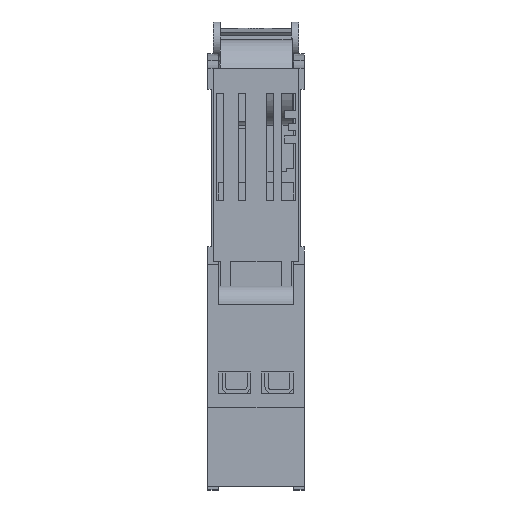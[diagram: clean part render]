
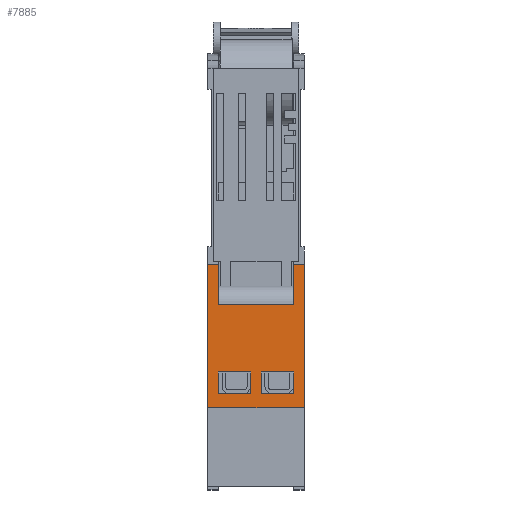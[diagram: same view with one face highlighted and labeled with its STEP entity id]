
A CAD part, front view. The second image highlights one B-rep face of the part: STEP entity #7885.
In plain terms, the highlighted planar face has unit normal (0, -1, 0).
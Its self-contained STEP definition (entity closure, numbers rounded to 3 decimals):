
#1856=FACE_BOUND('',#10429,.T.);
#1857=FACE_BOUND('',#10430,.T.);
#1858=FACE_BOUND('',#10431,.T.);
#2436=PLANE('',#25353);
#4122=LINE('',#43742,#6419);
#4131=LINE('',#43764,#6428);
#4137=LINE('',#43781,#6434);
#4152=LINE('',#43814,#6449);
#4153=LINE('',#43816,#6450);
#4154=LINE('',#43819,#6451);
#4155=LINE('',#43821,#6452);
#4156=LINE('',#43823,#6453);
#4157=LINE('',#43824,#6454);
#4158=LINE('',#43827,#6455);
#4159=LINE('',#43829,#6456);
#4160=LINE('',#43831,#6457);
#4161=LINE('',#43832,#6458);
#4162=LINE('',#43834,#6459);
#4163=LINE('',#43836,#6460);
#4164=LINE('',#43838,#6461);
#6419=VECTOR('',#29591,1.);
#6428=VECTOR('',#29610,1.);
#6434=VECTOR('',#29622,1.);
#6449=VECTOR('',#29649,1.);
#6450=VECTOR('',#29652,1.);
#6451=VECTOR('',#29653,1.);
#6452=VECTOR('',#29654,1.);
#6453=VECTOR('',#29655,1.);
#6454=VECTOR('',#29656,1.);
#6455=VECTOR('',#29657,1.);
#6456=VECTOR('',#29658,1.);
#6457=VECTOR('',#29659,1.);
#6458=VECTOR('',#29660,1.);
#6459=VECTOR('',#29661,1.);
#6460=VECTOR('',#29662,1.);
#6461=VECTOR('',#29663,1.);
#7885=ADVANCED_FACE('7554',(#1856,#1857,#1858),#2436,.T.);
#10429=EDGE_LOOP('',(#14207,#14208,#14209,#14210));
#10430=EDGE_LOOP('',(#14211,#14212,#14213,#14214));
#10431=EDGE_LOOP('',(#14215,#14216,#14217,#14218,#14219,#14220,#14221,#14222));
#14207=ORIENTED_EDGE('',*,*,#22471,.F.);
#14208=ORIENTED_EDGE('',*,*,#22472,.F.);
#14209=ORIENTED_EDGE('',*,*,#22473,.F.);
#14210=ORIENTED_EDGE('',*,*,#22474,.F.);
#14211=ORIENTED_EDGE('',*,*,#22475,.F.);
#14212=ORIENTED_EDGE('',*,*,#22476,.F.);
#14213=ORIENTED_EDGE('',*,*,#22477,.F.);
#14214=ORIENTED_EDGE('',*,*,#22478,.F.);
#14215=ORIENTED_EDGE('',*,*,#22470,.F.);
#14216=ORIENTED_EDGE('',*,*,#22479,.F.);
#14217=ORIENTED_EDGE('',*,*,#22480,.F.);
#14218=ORIENTED_EDGE('',*,*,#22481,.F.);
#14219=ORIENTED_EDGE('',*,*,#22482,.F.);
#14220=ORIENTED_EDGE('',*,*,#22434,.F.);
#14221=ORIENTED_EDGE('',*,*,#22445,.F.);
#14222=ORIENTED_EDGE('',*,*,#22453,.F.);
#19566=VERTEX_POINT('',#43741);
#19567=VERTEX_POINT('',#43743);
#19575=VERTEX_POINT('',#43765);
#19582=VERTEX_POINT('',#43780);
#19594=VERTEX_POINT('',#43813);
#19595=VERTEX_POINT('',#43817);
#19596=VERTEX_POINT('',#43818);
#19597=VERTEX_POINT('',#43820);
#19598=VERTEX_POINT('',#43822);
#19599=VERTEX_POINT('',#43825);
#19600=VERTEX_POINT('',#43826);
#19601=VERTEX_POINT('',#43828);
#19602=VERTEX_POINT('',#43830);
#19603=VERTEX_POINT('',#43833);
#19604=VERTEX_POINT('',#43835);
#19605=VERTEX_POINT('',#43837);
#22434=EDGE_CURVE('5584',#19566,#19567,#4122,.T.);
#22445=EDGE_CURVE('5568',#19575,#19566,#4131,.T.);
#22453=EDGE_CURVE('5566',#19582,#19575,#4137,.T.);
#22470=EDGE_CURVE('5605',#19594,#19582,#4152,.T.);
#22471=EDGE_CURVE('5820',#19595,#19596,#4153,.T.);
#22472=EDGE_CURVE('5817',#19597,#19595,#4154,.T.);
#22473=EDGE_CURVE('5814',#19598,#19597,#4155,.T.);
#22474=EDGE_CURVE('5811',#19596,#19598,#4156,.T.);
#22475=EDGE_CURVE('5808',#19599,#19600,#4157,.T.);
#22476=EDGE_CURVE('5805',#19601,#19599,#4158,.T.);
#22477=EDGE_CURVE('5802',#19602,#19601,#4159,.T.);
#22478=EDGE_CURVE('5799',#19600,#19602,#4160,.T.);
#22479=EDGE_CURVE('',#19603,#19594,#4161,.T.);
#22480=EDGE_CURVE('6969',#19604,#19603,#4162,.T.);
#22481=EDGE_CURVE('',#19605,#19604,#4163,.T.);
#22482=EDGE_CURVE('5577',#19567,#19605,#4164,.T.);
#25353=AXIS2_PLACEMENT_3D('',#43839,#29664,#29665);
#29591=DIRECTION('',(0.,0.,1.));
#29610=DIRECTION('',(1.,0.,0.));
#29622=DIRECTION('',(0.,0.,-1.));
#29649=DIRECTION('',(1.,0.,0.));
#29652=DIRECTION('',(1.,0.,0.));
#29653=DIRECTION('',(0.,0.,-1.));
#29654=DIRECTION('',(-1.,0.,0.));
#29655=DIRECTION('',(0.,0.,1.));
#29656=DIRECTION('',(1.,0.,0.));
#29657=DIRECTION('',(0.,0.,-1.));
#29658=DIRECTION('',(-1.,0.,0.));
#29659=DIRECTION('',(0.,0.,1.));
#29660=DIRECTION('',(0.,0.,1.));
#29661=DIRECTION('',(-1.,0.,0.));
#29662=DIRECTION('',(0.,0.,-1.));
#29663=DIRECTION('',(1.,0.,0.));
#29664=DIRECTION('',(0.,-1.,0.));
#29665=DIRECTION('',(1.,0.,0.));
#43741=CARTESIAN_POINT('',(24.,0.,52.));
#43742=CARTESIAN_POINT('',(24.,0.,52.));
#43743=CARTESIAN_POINT('',(24.,0.,63.));
#43764=CARTESIAN_POINT('',(3.,0.,52.));
#43765=CARTESIAN_POINT('',(3.,0.,52.));
#43780=CARTESIAN_POINT('',(3.,0.,63.));
#43781=CARTESIAN_POINT('',(3.,0.,63.));
#43813=CARTESIAN_POINT('',(0.,0.,63.));
#43814=CARTESIAN_POINT('',(0.,0.,63.));
#43816=CARTESIAN_POINT('',(15.,0.,27.));
#43817=CARTESIAN_POINT('',(3.,0.,27.));
#43818=CARTESIAN_POINT('',(12.,0.,27.));
#43819=CARTESIAN_POINT('',(3.,0.,68.));
#43820=CARTESIAN_POINT('',(3.,0.,33.));
#43821=CARTESIAN_POINT('',(24.,0.,33.));
#43822=CARTESIAN_POINT('',(12.,0.,33.));
#43823=CARTESIAN_POINT('',(12.,0.,27.));
#43824=CARTESIAN_POINT('',(15.,0.,27.));
#43825=CARTESIAN_POINT('',(15.,0.,27.));
#43826=CARTESIAN_POINT('',(24.,0.,27.));
#43827=CARTESIAN_POINT('',(15.,0.,33.));
#43828=CARTESIAN_POINT('',(15.,0.,33.));
#43829=CARTESIAN_POINT('',(24.,0.,33.));
#43830=CARTESIAN_POINT('',(24.,0.,33.));
#43831=CARTESIAN_POINT('',(24.,0.,61.));
#43832=CARTESIAN_POINT('',(0.,0.,115.984));
#43833=CARTESIAN_POINT('',(0.,0.,
23.));
#43834=CARTESIAN_POINT('',(27.,0.,23.));
#43835=CARTESIAN_POINT('',(27.,0.,23.));
#43836=CARTESIAN_POINT('',(27.,0.,115.984));
#43837=CARTESIAN_POINT('',(27.,0.,63.));
#43838=CARTESIAN_POINT('',(24.,0.,63.));
#43839=CARTESIAN_POINT('',(13.5,0.,23.));
